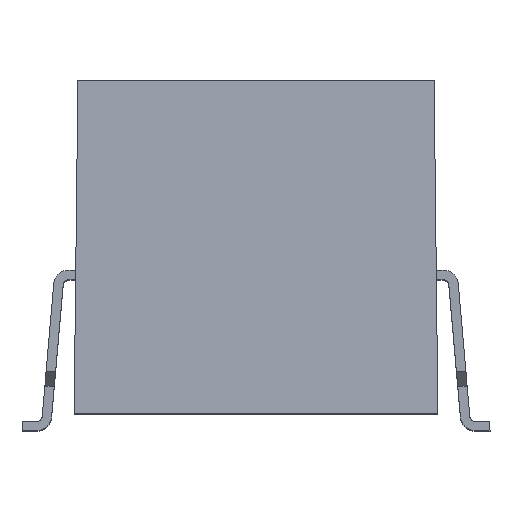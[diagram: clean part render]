
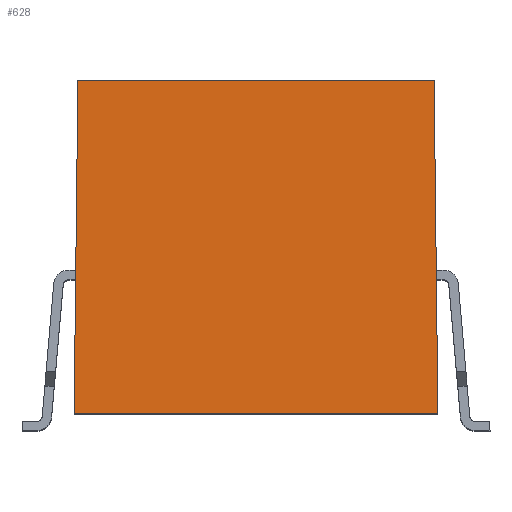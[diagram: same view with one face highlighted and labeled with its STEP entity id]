
A CAD part, top view. The second image highlights one B-rep face of the part: STEP entity #628.
In plain terms, the highlighted planar face has unit normal (0, 0.017, 1).
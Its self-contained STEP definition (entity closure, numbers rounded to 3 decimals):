
#170 = ORIENTED_EDGE ( 'NONE', *, *, #5116, .F. ) ;
#535 = DIRECTION ( 'NONE',  ( 0., -1., 0.017 ) ) ;
#622 = AXIS2_PLACEMENT_3D ( 'NONE', #11482, #4049, #535 ) ;
#628 = ADVANCED_FACE ( 'NONE', ( #1521 ), #5943, .F. ) ;
#827 = CARTESIAN_POINT ( 'NONE',  ( -4.799, 0.57, 7.648 ) ) ;
#842 = DIRECTION ( 'NONE',  ( 1., 0., 0. ) ) ;
#958 = CARTESIAN_POINT ( 'NONE',  ( -4.7, 9.24, 7.5 ) ) ;
#1022 = VECTOR ( 'NONE', #9389, 1000. ) ;
#1084 = LINE ( 'NONE', #827, #4074 ) ;
#1414 = CARTESIAN_POINT ( 'NONE',  ( 4.699, 9.368, 7.498 ) ) ;
#1494 = ORIENTED_EDGE ( 'NONE', *, *, #2180, .T. ) ;
#1521 = FACE_OUTER_BOUND ( 'NONE', #11551, .T. ) ;
#2180 = EDGE_CURVE ( 'NONE', #4294, #11349, #6332, .T. ) ;
#2343 = EDGE_CURVE ( 'NONE', #2994, #4406, #6595, .T. ) ;
#2994 = VERTEX_POINT ( 'NONE', #3459 ) ;
#3459 = CARTESIAN_POINT ( 'NONE',  ( 4.7, 9.24, 7.5 ) ) ;
#4049 = DIRECTION ( 'NONE',  ( 0., -0.017, -1. ) ) ;
#4074 = VECTOR ( 'NONE', #6360, 1000. ) ;
#4168 = DIRECTION ( 'NONE',  ( 0.011, -1., 0.017 ) ) ;
#4294 = VERTEX_POINT ( 'NONE', #4629 ) ;
#4406 = VERTEX_POINT ( 'NONE', #958 ) ;
#4591 = CARTESIAN_POINT ( 'NONE',  ( 4.8, 0.44, 7.65 ) ) ;
#4629 = CARTESIAN_POINT ( 'NONE',  ( -4.8, 0.44, 7.65 ) ) ;
#5116 = EDGE_CURVE ( 'NONE', #2994, #11349, #10121, .T. ) ;
#5224 = VECTOR ( 'NONE', #4168, 1000. ) ;
#5405 = CARTESIAN_POINT ( 'NONE',  ( 0., 0.44, 7.65 ) ) ;
#5943 = PLANE ( 'NONE',  #622 ) ;
#6332 = LINE ( 'NONE', #5405, #8347 ) ;
#6360 = DIRECTION ( 'NONE',  ( 0.011, 1., -0.017 ) ) ;
#6595 = LINE ( 'NONE', #11230, #1022 ) ;
#8347 = VECTOR ( 'NONE', #842, 1000. ) ;
#9389 = DIRECTION ( 'NONE',  ( -1., 0., 0. ) ) ;
#9441 = EDGE_CURVE ( 'NONE', #4294, #4406, #1084, .T. ) ;
#10121 = LINE ( 'NONE', #1414, #5224 ) ;
#10549 = ORIENTED_EDGE ( 'NONE', *, *, #2343, .T. ) ;
#11230 = CARTESIAN_POINT ( 'NONE',  ( 0., 9.24, 7.5 ) ) ;
#11344 = ORIENTED_EDGE ( 'NONE', *, *, #9441, .F. ) ;
#11349 = VERTEX_POINT ( 'NONE', #4591 ) ;
#11482 = CARTESIAN_POINT ( 'NONE',  ( 6.175, 9.24, 7.5 ) ) ;
#11551 = EDGE_LOOP ( 'NONE', ( #1494, #170, #10549, #11344 ) ) ;
